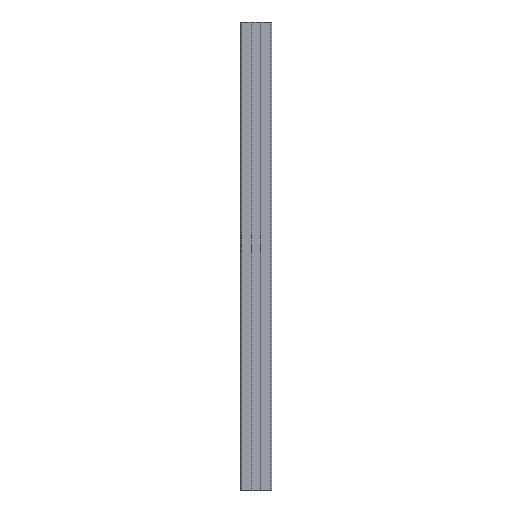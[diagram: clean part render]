
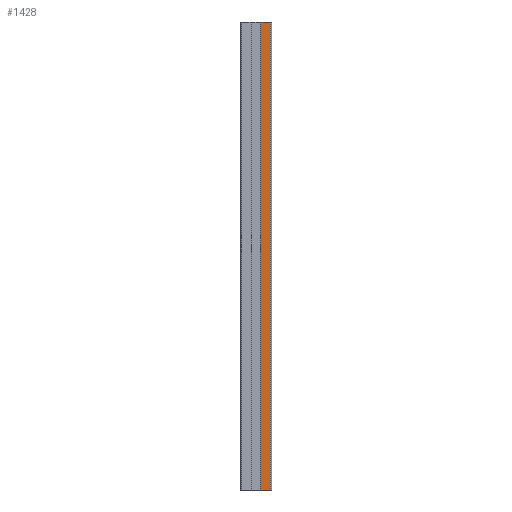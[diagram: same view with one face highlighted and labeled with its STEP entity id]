
A CAD part, front view. The second image highlights one B-rep face of the part: STEP entity #1428.
In plain terms, the highlighted planar face has unit normal (0, -1, 0).
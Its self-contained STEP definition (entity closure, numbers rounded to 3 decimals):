
#105=FACE_OUTER_BOUND('',#180,.T.);
#180=EDGE_LOOP('',(#947,#948,#949,#950));
#257=LINE('',#2084,#418);
#260=LINE('',#2090,#421);
#261=LINE('',#2092,#422);
#262=LINE('',#2093,#423);
#418=VECTOR('',#1654,300.);
#421=VECTOR('',#1659,5.8);
#422=VECTOR('',#1660,300.);
#423=VECTOR('',#1661,5.8);
#578=VERTEX_POINT('',#2080);
#580=VERTEX_POINT('',#2083);
#582=VERTEX_POINT('',#2089);
#583=VERTEX_POINT('',#2091);
#725=EDGE_CURVE('',#580,#578,#257,.T.);
#728=EDGE_CURVE('',#578,#582,#260,.T.);
#729=EDGE_CURVE('',#582,#583,#261,.F.);
#730=EDGE_CURVE('',#580,#583,#262,.T.);
#947=ORIENTED_EDGE('',*,*,#728,.T.);
#948=ORIENTED_EDGE('',*,*,#729,.T.);
#949=ORIENTED_EDGE('',*,*,#730,.F.);
#950=ORIENTED_EDGE('',*,*,#725,.T.);
#1382=PLANE('',#1517);
#1428=ADVANCED_FACE('',(#105),#1382,.F.);
#1517=AXIS2_PLACEMENT_3D('',#2088,#1657,#1658);
#1654=DIRECTION('',(0.,0.,-1.));
#1657=DIRECTION('center_axis',(0.,1.,0.));
#1658=DIRECTION('ref_axis',(0.,0.,1.));
#1659=DIRECTION('',(1.,0.,0.));
#1660=DIRECTION('',(0.,0.,-1.));
#1661=DIRECTION('',(1.,0.,0.));
#2080=CARTESIAN_POINT('',(3.2,-10.,0.));
#2083=CARTESIAN_POINT('',(3.2,-10.,300.));
#2084=CARTESIAN_POINT('',(3.2,-10.,300.));
#2088=CARTESIAN_POINT('Origin',(-10.,-10.,300.));
#2089=CARTESIAN_POINT('',(9.,-10.,0.));
#2090=CARTESIAN_POINT('',(3.2,-10.,0.));
#2091=CARTESIAN_POINT('',(9.,-10.,300.));
#2092=CARTESIAN_POINT('',(9.,-10.,300.));
#2093=CARTESIAN_POINT('',(3.2,-10.,300.));
